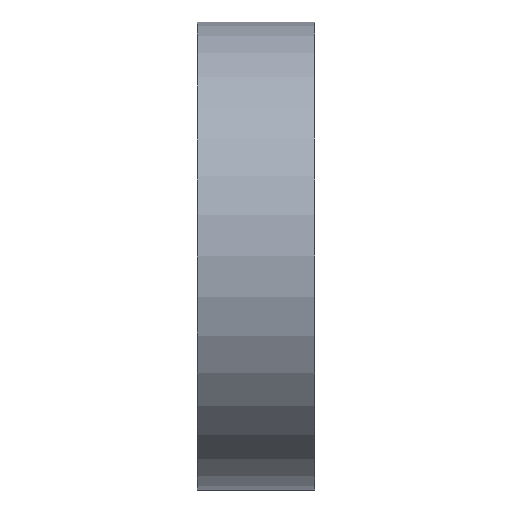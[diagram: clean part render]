
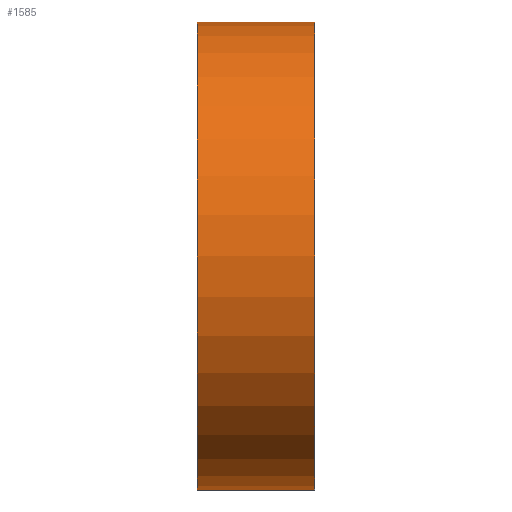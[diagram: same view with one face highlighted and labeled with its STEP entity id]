
A CAD part, left-side view. The second image highlights one B-rep face of the part: STEP entity #1585.
In plain terms, the highlighted cylindrical face has radius 50.8 mm (diameter 101.6 mm), a partial arc.
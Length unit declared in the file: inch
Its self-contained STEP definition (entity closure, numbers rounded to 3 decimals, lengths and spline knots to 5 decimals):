
#195 = DIRECTION ( 'NONE',  ( 0., -1., 0. ) ) ;
#271 = CARTESIAN_POINT ( 'NONE',  ( 0., 0.5, 0. ) ) ;
#323 = DIRECTION ( 'NONE',  ( 0., 1., 0. ) ) ;
#352 = VECTOR ( 'NONE', #4180, 39.37008 ) ;
#359 = CARTESIAN_POINT ( 'NONE',  ( 0., 0.5, 2. ) ) ;
#501 = VERTEX_POINT ( 'NONE', #1477 ) ;
#581 = CARTESIAN_POINT ( 'NONE',  ( 0., 0.5, -2. ) ) ;
#727 = CARTESIAN_POINT ( 'NONE',  ( 0., -0.5, 0. ) ) ;
#860 = AXIS2_PLACEMENT_3D ( 'NONE', #727, #323, #1134 ) ;
#971 = EDGE_CURVE ( 'NONE', #501, #3341, #987, .T. ) ;
#987 = LINE ( 'NONE', #581, #352 ) ;
#1007 = DIRECTION ( 'NONE',  ( 0., -1., 0. ) ) ;
#1092 = ORIENTED_EDGE ( 'NONE', *, *, #4975, .T. ) ;
#1134 = DIRECTION ( 'NONE',  ( 0., 0., -1. ) ) ;
#1135 = ORIENTED_EDGE ( 'NONE', *, *, #1291, .F. ) ;
#1291 = EDGE_CURVE ( 'NONE', #4611, #2694, #4921, .T. ) ;
#1303 = VECTOR ( 'NONE', #2790, 39.37008 ) ;
#1477 = CARTESIAN_POINT ( 'NONE',  ( 0., 0.5, -2. ) ) ;
#1488 = DIRECTION ( 'NONE',  ( 0., 0., -1. ) ) ;
#1585 = ADVANCED_FACE ( 'NONE', ( #2292 ), #5177, .T. ) ;
#2234 = CIRCLE ( 'NONE', #860, 2. ) ;
#2292 = FACE_OUTER_BOUND ( 'NONE', #3702, .T. ) ;
#2366 = CARTESIAN_POINT ( 'NONE',  ( 0., -0.5, 2. ) ) ;
#2503 = CIRCLE ( 'NONE', #3188, 2. ) ;
#2694 = VERTEX_POINT ( 'NONE', #2366 ) ;
#2790 = DIRECTION ( 'NONE',  ( 0., -1., 0. ) ) ;
#3188 = AXIS2_PLACEMENT_3D ( 'NONE', #3496, #1007, #5178 ) ;
#3341 = VERTEX_POINT ( 'NONE', #4411 ) ;
#3496 = CARTESIAN_POINT ( 'NONE',  ( 0., 0.5, 0. ) ) ;
#3565 = ORIENTED_EDGE ( 'NONE', *, *, #971, .T. ) ;
#3702 = EDGE_LOOP ( 'NONE', ( #1135, #4787, #3565, #1092 ) ) ;
#3829 = AXIS2_PLACEMENT_3D ( 'NONE', #271, #195, #1488 ) ;
#4180 = DIRECTION ( 'NONE',  ( 0., -1., 0. ) ) ;
#4411 = CARTESIAN_POINT ( 'NONE',  ( 0., -0.5, -2. ) ) ;
#4611 = VERTEX_POINT ( 'NONE', #5267 ) ;
#4787 = ORIENTED_EDGE ( 'NONE', *, *, #4893, .T. ) ;
#4893 = EDGE_CURVE ( 'NONE', #4611, #501, #2503, .T. ) ;
#4921 = LINE ( 'NONE', #359, #1303 ) ;
#4975 = EDGE_CURVE ( 'NONE', #3341, #2694, #2234, .T. ) ;
#5177 = CYLINDRICAL_SURFACE ( 'NONE', #3829, 2. ) ;
#5178 = DIRECTION ( 'NONE',  ( 0., 0., -1. ) ) ;
#5267 = CARTESIAN_POINT ( 'NONE',  ( 0., 0.5, 2. ) ) ;
